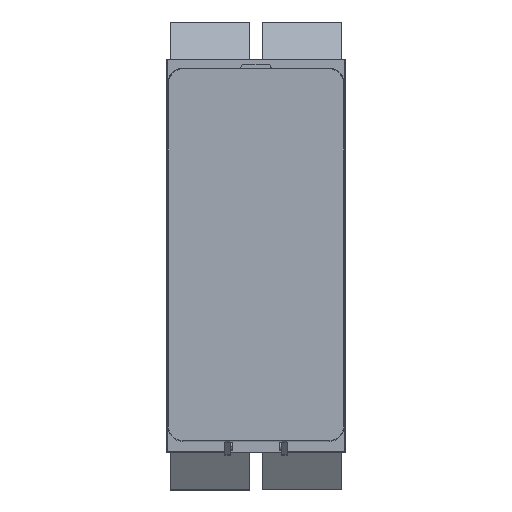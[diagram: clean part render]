
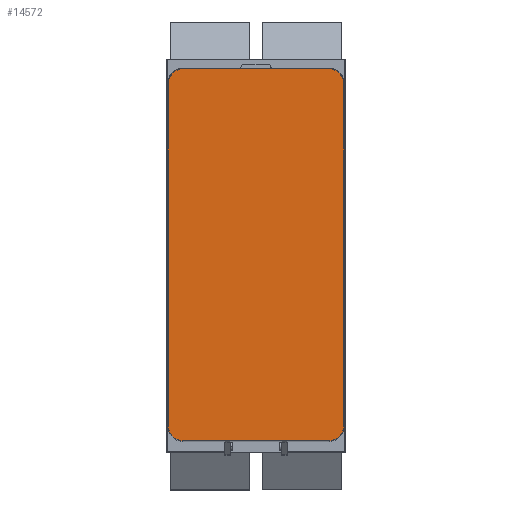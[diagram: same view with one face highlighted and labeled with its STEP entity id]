
A CAD part, top view. The second image highlights one B-rep face of the part: STEP entity #14572.
In plain terms, the highlighted planar face has unit normal (0, 0, 1).
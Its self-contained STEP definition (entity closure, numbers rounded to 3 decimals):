
#1280 = DIRECTION ( 'NONE',  ( 1., 0., 0. ) ) ;
#1332 = ORIENTED_EDGE ( 'NONE', *, *, #25022, .F. ) ;
#1670 = LINE ( 'NONE', #14138, #39940 ) ;
#1937 = DIRECTION ( 'NONE',  ( 0., 1., 0. ) ) ;
#2540 = CARTESIAN_POINT ( 'NONE',  ( -33.38, -42.85, 63.35 ) ) ;
#2613 = EDGE_CURVE ( 'NONE', #11475, #28120, #1670, .T. ) ;
#3395 = CIRCLE ( 'NONE', #26193, 3.83 ) ;
#3761 = CARTESIAN_POINT ( 'NONE',  ( 10.88, 0.25, 63.35 ) ) ;
#4045 = DIRECTION ( 'NONE',  ( -1., 0., 0. ) ) ;
#4342 = PLANE ( 'NONE',  #4756 ) ;
#4501 = EDGE_CURVE ( 'NONE', #30031, #28120, #9792, .T. ) ;
#4756 = AXIS2_PLACEMENT_3D ( 'NONE', #16805, #29229, #1280 ) ;
#5130 = EDGE_CURVE ( 'NONE', #17490, #11867, #39721, .T. ) ;
#6352 = VERTEX_POINT ( 'NONE', #14720 ) ;
#6629 = DIRECTION ( 'NONE',  ( 0., 0., 1. ) ) ;
#7865 = CARTESIAN_POINT ( 'NONE',  ( 7.05, -42.85, 63.35 ) ) ;
#8191 = CARTESIAN_POINT ( 'NONE',  ( -29.55, -42.85, 63.35 ) ) ;
#8499 = CIRCLE ( 'NONE', #31309, 3.83 ) ;
#9786 = CARTESIAN_POINT ( 'NONE',  ( 10.88, 43.35, 63.35 ) ) ;
#9792 = CIRCLE ( 'NONE', #27381, 3.83 ) ;
#11013 = CARTESIAN_POINT ( 'NONE',  ( -29.55, 43.35, 63.35 ) ) ;
#11190 = CARTESIAN_POINT ( 'NONE',  ( 7.05, -46.68, 63.35 ) ) ;
#11342 = ORIENTED_EDGE ( 'NONE', *, *, #39470, .F. ) ;
#11475 = VERTEX_POINT ( 'NONE', #21501 ) ;
#11867 = VERTEX_POINT ( 'NONE', #36939 ) ;
#12136 = EDGE_CURVE ( 'NONE', #11475, #24107, #3395, .T. ) ;
#12939 = EDGE_LOOP ( 'NONE', ( #21121, #20924, #33154, #11342, #38871, #1332, #16651, #34803 ) ) ;
#14138 = CARTESIAN_POINT ( 'NONE',  ( -11.25, 47.18, 63.35 ) ) ;
#14572 = ADVANCED_FACE ( 'NONE', ( #32290 ), #4342, .T. ) ;
#14720 = CARTESIAN_POINT ( 'NONE',  ( 10.88, -42.85, 63.35 ) ) ;
#15464 = VECTOR ( 'NONE', #4045, 1000. ) ;
#16220 = DIRECTION ( 'NONE',  ( 0., -1., 0. ) ) ;
#16651 = ORIENTED_EDGE ( 'NONE', *, *, #39426, .T. ) ;
#16805 = CARTESIAN_POINT ( 'NONE',  ( -33.38, -46.68, 63.35 ) ) ;
#16930 = AXIS2_PLACEMENT_3D ( 'NONE', #8191, #20636, #33067 ) ;
#17448 = LINE ( 'NONE', #29885, #24132 ) ;
#17490 = VERTEX_POINT ( 'NONE', #2540 ) ;
#19078 = DIRECTION ( 'NONE',  ( 1., 0., 0. ) ) ;
#19577 = LINE ( 'NONE', #31996, #15464 ) ;
#20310 = DIRECTION ( 'NONE',  ( 0., 0., 1. ) ) ;
#20636 = DIRECTION ( 'NONE',  ( 0., 0., 1. ) ) ;
#20924 = ORIENTED_EDGE ( 'NONE', *, *, #2613, .F. ) ;
#21121 = ORIENTED_EDGE ( 'NONE', *, *, #4501, .T. ) ;
#21501 = CARTESIAN_POINT ( 'NONE',  ( -29.55, 47.18, 63.35 ) ) ;
#23389 = EDGE_CURVE ( 'NONE', #30031, #6352, #31711, .T. ) ;
#23446 = DIRECTION ( 'NONE',  ( 0., 0., 1. ) ) ;
#24107 = VERTEX_POINT ( 'NONE', #27956 ) ;
#24132 = VECTOR ( 'NONE', #1937, 1000. ) ;
#25022 = EDGE_CURVE ( 'NONE', #30224, #11867, #19577, .T. ) ;
#26174 = CARTESIAN_POINT ( 'NONE',  ( 7.05, 47.18, 63.35 ) ) ;
#26193 = AXIS2_PLACEMENT_3D ( 'NONE', #11013, #23446, #35888 ) ;
#26570 = DIRECTION ( 'NONE',  ( 1., 0., 0. ) ) ;
#27381 = AXIS2_PLACEMENT_3D ( 'NONE', #34570, #6629, #19078 ) ;
#27956 = CARTESIAN_POINT ( 'NONE',  ( -33.38, 43.35, 63.35 ) ) ;
#28120 = VERTEX_POINT ( 'NONE', #26174 ) ;
#29229 = DIRECTION ( 'NONE',  ( 0., 0., 1. ) ) ;
#29885 = CARTESIAN_POINT ( 'NONE',  ( -33.38, 0.25, 63.35 ) ) ;
#30031 = VERTEX_POINT ( 'NONE', #9786 ) ;
#30224 = VERTEX_POINT ( 'NONE', #11190 ) ;
#31309 = AXIS2_PLACEMENT_3D ( 'NONE', #7865, #20310, #32737 ) ;
#31711 = LINE ( 'NONE', #3761, #34764 ) ;
#31996 = CARTESIAN_POINT ( 'NONE',  ( -11.25, -46.68, 63.35 ) ) ;
#32290 = FACE_OUTER_BOUND ( 'NONE', #12939, .T. ) ;
#32737 = DIRECTION ( 'NONE',  ( 1., 0., 0. ) ) ;
#33067 = DIRECTION ( 'NONE',  ( 1., 0., 0. ) ) ;
#33154 = ORIENTED_EDGE ( 'NONE', *, *, #12136, .T. ) ;
#34570 = CARTESIAN_POINT ( 'NONE',  ( 7.05, 43.35, 63.35 ) ) ;
#34764 = VECTOR ( 'NONE', #16220, 1000. ) ;
#34803 = ORIENTED_EDGE ( 'NONE', *, *, #23389, .F. ) ;
#35888 = DIRECTION ( 'NONE',  ( 1., 0., 0. ) ) ;
#36939 = CARTESIAN_POINT ( 'NONE',  ( -29.55, -46.68, 63.35 ) ) ;
#38871 = ORIENTED_EDGE ( 'NONE', *, *, #5130, .T. ) ;
#39426 = EDGE_CURVE ( 'NONE', #30224, #6352, #8499, .T. ) ;
#39470 = EDGE_CURVE ( 'NONE', #17490, #24107, #17448, .T. ) ;
#39721 = CIRCLE ( 'NONE', #16930, 3.83 ) ;
#39940 = VECTOR ( 'NONE', #26570, 1000. ) ;
